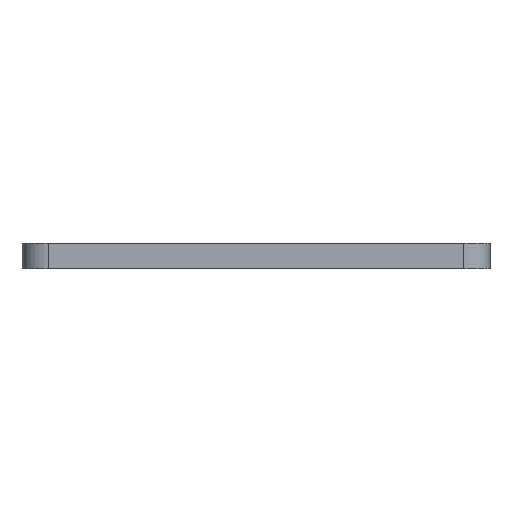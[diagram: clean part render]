
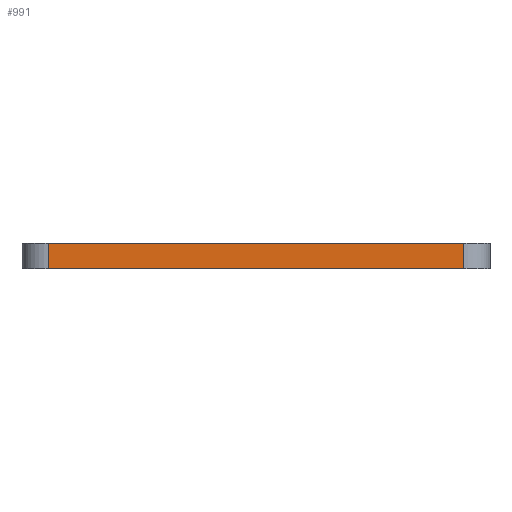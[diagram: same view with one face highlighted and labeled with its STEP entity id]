
A CAD part, left-side view. The second image highlights one B-rep face of the part: STEP entity #991.
In plain terms, the highlighted planar face has unit normal (-1, 0, 0).
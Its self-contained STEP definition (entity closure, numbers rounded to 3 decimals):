
#82=PLANE('',#1121);
#127=FACE_OUTER_BOUND('',#173,.T.);
#173=EDGE_LOOP('',(#817,#818,#819,#820));
#293=LINE('',#1680,#353);
#294=LINE('',#1683,#354);
#295=LINE('',#1685,#355);
#296=LINE('',#1686,#356);
#353=VECTOR('',#1409,10.);
#354=VECTOR('',#1412,10.);
#355=VECTOR('',#1413,10.);
#356=VECTOR('',#1414,10.);
#513=VERTEX_POINT('',#1676);
#514=VERTEX_POINT('',#1678);
#515=VERTEX_POINT('',#1682);
#516=VERTEX_POINT('',#1684);
#643=EDGE_CURVE('',#513,#514,#293,.T.);
#644=EDGE_CURVE('',#513,#515,#294,.T.);
#645=EDGE_CURVE('',#516,#514,#295,.T.);
#646=EDGE_CURVE('',#515,#516,#296,.T.);
#817=ORIENTED_EDGE('',*,*,#644,.F.);
#818=ORIENTED_EDGE('',*,*,#643,.T.);
#819=ORIENTED_EDGE('',*,*,#645,.F.);
#820=ORIENTED_EDGE('',*,*,#646,.F.);
#991=ADVANCED_FACE('',(#127),#82,.T.);
#1121=AXIS2_PLACEMENT_3D('',#1681,#1410,#1411);
#1409=DIRECTION('',(0.,0.,1.));
#1410=DIRECTION('center_axis',(-1.,0.,0.));
#1411=DIRECTION('ref_axis',(0.,-1.,0.));
#1412=DIRECTION('',(0.,1.,0.));
#1413=DIRECTION('',(0.,-1.,0.));
#1414=DIRECTION('',(0.,0.,1.));
#1676=CARTESIAN_POINT('',(-80.,-79.,0.));
#1678=CARTESIAN_POINT('',(-80.,-79.,9.525));
#1680=CARTESIAN_POINT('',(-80.,-79.,0.));
#1681=CARTESIAN_POINT('Origin',(-80.,79.,0.));
#1682=CARTESIAN_POINT('',(-80.,79.,0.));
#1683=CARTESIAN_POINT('',(-80.,-79.,0.));
#1684=CARTESIAN_POINT('',(-80.,79.,9.525));
#1685=CARTESIAN_POINT('',(-80.,-79.,9.525));
#1686=CARTESIAN_POINT('',(-80.,79.,0.));
